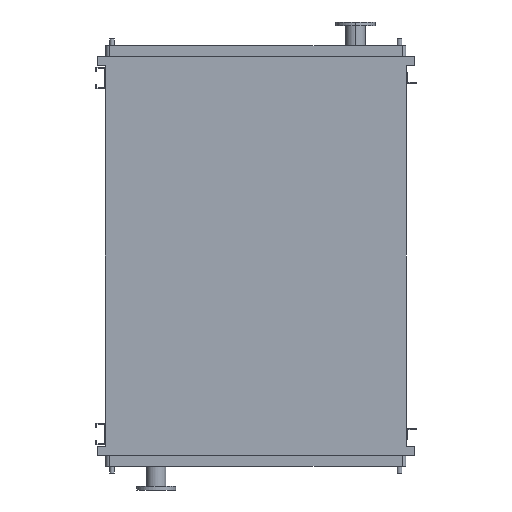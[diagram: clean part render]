
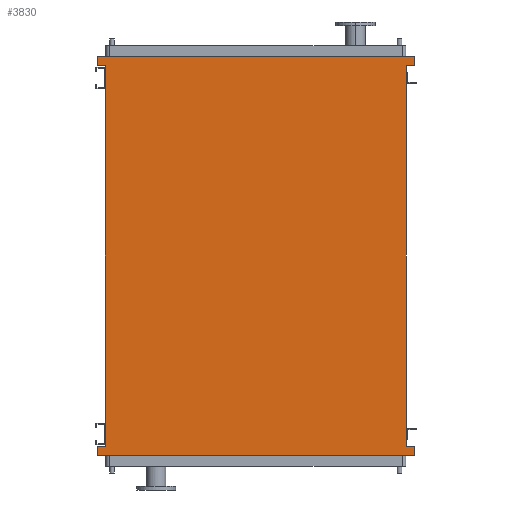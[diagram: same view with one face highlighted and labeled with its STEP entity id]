
A CAD part, front view. The second image highlights one B-rep face of the part: STEP entity #3830.
In plain terms, the highlighted planar face has unit normal (0, -1, 0).
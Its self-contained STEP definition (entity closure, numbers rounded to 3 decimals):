
#77 = ORIENTED_EDGE ( 'NONE', *, *, #6747, .F. ) ;
#82 = CARTESIAN_POINT ( 'NONE',  ( -891., 0., -2145. ) ) ;
#170 = LINE ( 'NONE', #5360, #6367 ) ;
#262 = CARTESIAN_POINT ( 'NONE',  ( -891., 0., -2145. ) ) ;
#312 = ORIENTED_EDGE ( 'NONE', *, *, #973, .F. ) ;
#344 = DIRECTION ( 'NONE',  ( 0., 0., -1. ) ) ;
#536 = DIRECTION ( 'NONE',  ( 1., 0., 0. ) ) ;
#574 = CARTESIAN_POINT ( 'NONE',  ( -891., 0., -2093. ) ) ;
#585 = LINE ( 'NONE', #4161, #5575 ) ;
#861 = PLANE ( 'NONE',  #10976 ) ;
#973 = EDGE_CURVE ( 'NONE', #5637, #1153, #585, .T. ) ;
#1153 = VERTEX_POINT ( 'NONE', #8184 ) ;
#1292 = ORIENTED_EDGE ( 'NONE', *, *, #3226, .F. ) ;
#1495 = LINE ( 'NONE', #10998, #2786 ) ;
#1762 = FACE_OUTER_BOUND ( 'NONE', #9908, .T. ) ;
#1771 = ORIENTED_EDGE ( 'NONE', *, *, #2402, .F. ) ;
#1821 = EDGE_CURVE ( 'NONE', #8719, #4793, #3060, .T. ) ;
#2402 = EDGE_CURVE ( 'NONE', #8719, #3594, #6458, .T. ) ;
#2518 = ORIENTED_EDGE ( 'NONE', *, *, #4104, .F. ) ;
#2554 = DIRECTION ( 'NONE',  ( 0., 0., 1. ) ) ;
#2566 = EDGE_CURVE ( 'NONE', #2694, #4793, #9060, .T. ) ;
#2568 = VECTOR ( 'NONE', #7281, 1000. ) ;
#2602 = VECTOR ( 'NONE', #3347, 1000. ) ;
#2613 = CARTESIAN_POINT ( 'NONE',  ( 891., 0., 95. ) ) ;
#2694 = VERTEX_POINT ( 'NONE', #10224 ) ;
#2745 = EDGE_CURVE ( 'NONE', #7689, #2694, #3303, .T. ) ;
#2786 = VECTOR ( 'NONE', #3348, 1000. ) ;
#2842 = CARTESIAN_POINT ( 'NONE',  ( -845., 0., -2093. ) ) ;
#2853 = CARTESIAN_POINT ( 'NONE',  ( 891., 0., -2093. ) ) ;
#2930 = CARTESIAN_POINT ( 'NONE',  ( 891., 0., -2093. ) ) ;
#3060 = LINE ( 'NONE', #10663, #10233 ) ;
#3155 = VECTOR ( 'NONE', #6144, 1000. ) ;
#3226 = EDGE_CURVE ( 'NONE', #6803, #5637, #7763, .T. ) ;
#3303 = LINE ( 'NONE', #8441, #6147 ) ;
#3324 = DIRECTION ( 'NONE',  ( 0., 0., -1. ) ) ;
#3347 = DIRECTION ( 'NONE',  ( 1., 0., 0. ) ) ;
#3348 = DIRECTION ( 'NONE',  ( -1., 0., 0. ) ) ;
#3487 = CARTESIAN_POINT ( 'NONE',  ( -845., 0., -2050. ) ) ;
#3512 = CARTESIAN_POINT ( 'NONE',  ( -845., 0., -2050. ) ) ;
#3594 = VERTEX_POINT ( 'NONE', #2930 ) ;
#3670 = VERTEX_POINT ( 'NONE', #262 ) ;
#3830 = ADVANCED_FACE ( 'NONE', ( #1762 ), #861, .T. ) ;
#4104 = EDGE_CURVE ( 'NONE', #6073, #3670, #1495, .T. ) ;
#4107 = DIRECTION ( 'NONE',  ( -1., 0., 0. ) ) ;
#4161 = CARTESIAN_POINT ( 'NONE',  ( -891., 0., 43. ) ) ;
#4237 = LINE ( 'NONE', #2613, #2602 ) ;
#4412 = DIRECTION ( 'NONE',  ( 1., 0., 0. ) ) ;
#4777 = VERTEX_POINT ( 'NONE', #574 ) ;
#4793 = VERTEX_POINT ( 'NONE', #8283 ) ;
#4838 = CARTESIAN_POINT ( 'NONE',  ( 891., 0., 95. ) ) ;
#4971 = ORIENTED_EDGE ( 'NONE', *, *, #6390, .F. ) ;
#5218 = DIRECTION ( 'NONE',  ( 0., 0., 1. ) ) ;
#5360 = CARTESIAN_POINT ( 'NONE',  ( -891., 0., -2093. ) ) ;
#5575 = VECTOR ( 'NONE', #4107, 1000. ) ;
#5637 = VERTEX_POINT ( 'NONE', #10932 ) ;
#6073 = VERTEX_POINT ( 'NONE', #6266 ) ;
#6112 = DIRECTION ( 'NONE',  ( 0., -1., 0. ) ) ;
#6137 = ORIENTED_EDGE ( 'NONE', *, *, #2566, .F. ) ;
#6144 = DIRECTION ( 'NONE',  ( 0., 0., 1. ) ) ;
#6147 = VECTOR ( 'NONE', #10843, 1000. ) ;
#6174 = EDGE_CURVE ( 'NONE', #3594, #6073, #6375, .T. ) ;
#6266 = CARTESIAN_POINT ( 'NONE',  ( 891., 0., -2145. ) ) ;
#6308 = CARTESIAN_POINT ( 'NONE',  ( -891., 0., 95. ) ) ;
#6336 = VECTOR ( 'NONE', #2554, 1000. ) ;
#6367 = VECTOR ( 'NONE', #4412, 1000. ) ;
#6375 = LINE ( 'NONE', #2853, #7423 ) ;
#6390 = EDGE_CURVE ( 'NONE', #8407, #7689, #4237, .T. ) ;
#6458 = LINE ( 'NONE', #8197, #7576 ) ;
#6747 = EDGE_CURVE ( 'NONE', #4777, #6803, #170, .T. ) ;
#6803 = VERTEX_POINT ( 'NONE', #2842 ) ;
#6842 = ORIENTED_EDGE ( 'NONE', *, *, #2745, .F. ) ;
#7281 = DIRECTION ( 'NONE',  ( -1., 0., 0. ) ) ;
#7423 = VECTOR ( 'NONE', #344, 1000. ) ;
#7576 = VECTOR ( 'NONE', #536, 1000. ) ;
#7642 = EDGE_CURVE ( 'NONE', #1153, #8407, #8776, .T. ) ;
#7689 = VERTEX_POINT ( 'NONE', #4838 ) ;
#7690 = LINE ( 'NONE', #82, #8911 ) ;
#7696 = CARTESIAN_POINT ( 'NONE',  ( -891., 0., 95. ) ) ;
#7763 = LINE ( 'NONE', #3512, #6336 ) ;
#7770 = ORIENTED_EDGE ( 'NONE', *, *, #7642, .F. ) ;
#8106 = DIRECTION ( 'NONE',  ( 0., 0., 1. ) ) ;
#8184 = CARTESIAN_POINT ( 'NONE',  ( -891., 0., 43. ) ) ;
#8197 = CARTESIAN_POINT ( 'NONE',  ( 845., 0., -2093. ) ) ;
#8283 = CARTESIAN_POINT ( 'NONE',  ( 845., 0., 43. ) ) ;
#8407 = VERTEX_POINT ( 'NONE', #7696 ) ;
#8441 = CARTESIAN_POINT ( 'NONE',  ( 891., 0., 43. ) ) ;
#8686 = ORIENTED_EDGE ( 'NONE', *, *, #9669, .F. ) ;
#8719 = VERTEX_POINT ( 'NONE', #9010 ) ;
#8760 = ORIENTED_EDGE ( 'NONE', *, *, #6174, .F. ) ;
#8776 = LINE ( 'NONE', #6308, #3155 ) ;
#8911 = VECTOR ( 'NONE', #5218, 1000. ) ;
#8955 = CARTESIAN_POINT ( 'NONE',  ( 845., 0., 43. ) ) ;
#9010 = CARTESIAN_POINT ( 'NONE',  ( 845., 0., -2093. ) ) ;
#9060 = LINE ( 'NONE', #8955, #2568 ) ;
#9428 = ORIENTED_EDGE ( 'NONE', *, *, #1821, .T. ) ;
#9669 = EDGE_CURVE ( 'NONE', #3670, #4777, #7690, .T. ) ;
#9908 = EDGE_LOOP ( 'NONE', ( #9428, #6137, #6842, #4971, #7770, #312, #1292, #77, #8686, #2518, #8760, #1771 ) ) ;
#10224 = CARTESIAN_POINT ( 'NONE',  ( 891., 0., 43. ) ) ;
#10233 = VECTOR ( 'NONE', #8106, 1000. ) ;
#10663 = CARTESIAN_POINT ( 'NONE',  ( 845., 0., -2050. ) ) ;
#10843 = DIRECTION ( 'NONE',  ( 0., 0., -1. ) ) ;
#10932 = CARTESIAN_POINT ( 'NONE',  ( -845., 0., 43. ) ) ;
#10976 = AXIS2_PLACEMENT_3D ( 'NONE', #3487, #6112, #3324 ) ;
#10998 = CARTESIAN_POINT ( 'NONE',  ( 891., 0., -2145. ) ) ;
